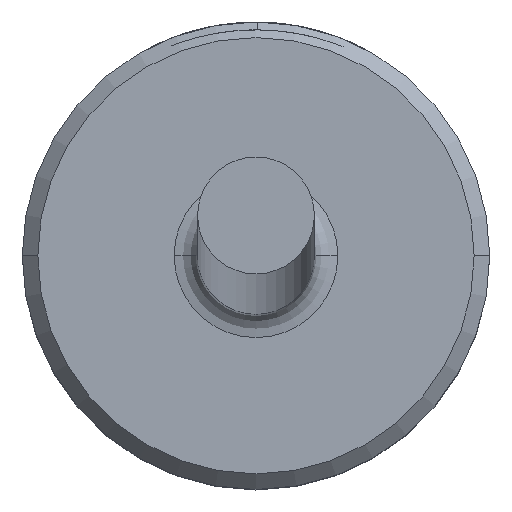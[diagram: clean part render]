
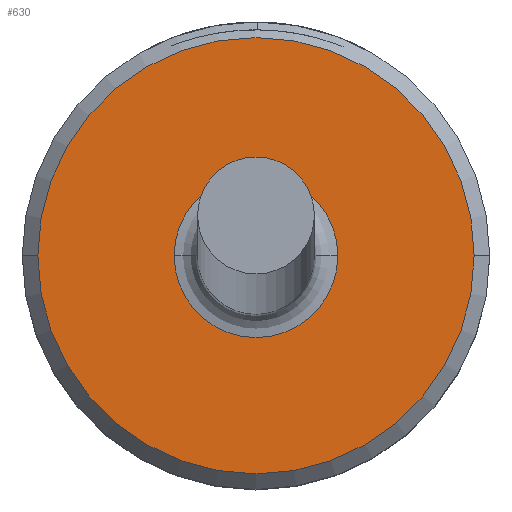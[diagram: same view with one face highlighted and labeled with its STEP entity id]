
A CAD part, top view. The second image highlights one B-rep face of the part: STEP entity #630.
In plain terms, the highlighted planar face has unit normal (0, 0, 1).
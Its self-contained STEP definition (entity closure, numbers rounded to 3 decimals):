
#32 = CIRCLE ( 'NONE', #975, 1.05 ) ;
#41 = FACE_OUTER_BOUND ( 'NONE', #55, .T. ) ;
#55 = EDGE_LOOP ( 'NONE', ( #578, #477 ) ) ;
#140 = EDGE_CURVE ( 'NONE', #755, #356, #206, .T. ) ;
#180 = CARTESIAN_POINT ( 'NONE',  ( -2.8, 0., 4. ) ) ;
#206 = CIRCLE ( 'NONE', #1120, 2.8 ) ;
#246 = AXIS2_PLACEMENT_3D ( 'NONE', #1035, #514, #1121 ) ;
#354 = DIRECTION ( 'NONE',  ( 0., 0., -1. ) ) ;
#356 = VERTEX_POINT ( 'NONE', #180 ) ;
#359 = EDGE_LOOP ( 'NONE', ( #1139, #669 ) ) ;
#363 = PLANE ( 'NONE',  #869 ) ;
#379 = CARTESIAN_POINT ( 'NONE',  ( 0., 0., 4. ) ) ;
#442 = DIRECTION ( 'NONE',  ( 0., 0., 1. ) ) ;
#445 = DIRECTION ( 'NONE',  ( 1., 0., 0. ) ) ;
#475 = DIRECTION ( 'NONE',  ( -1., 0., 0. ) ) ;
#477 = ORIENTED_EDGE ( 'NONE', *, *, #140, .T. ) ;
#514 = DIRECTION ( 'NONE',  ( 0., 0., 1. ) ) ;
#528 = CIRCLE ( 'NONE', #246, 2.8 ) ;
#554 = EDGE_CURVE ( 'NONE', #356, #755, #528, .T. ) ;
#578 = ORIENTED_EDGE ( 'NONE', *, *, #554, .T. ) ;
#630 = ADVANCED_FACE ( 'NONE', ( #41, #1166 ), #363, .T. ) ;
#669 = ORIENTED_EDGE ( 'NONE', *, *, #989, .T. ) ;
#730 = EDGE_CURVE ( 'NONE', #877, #841, #32, .T. ) ;
#755 = VERTEX_POINT ( 'NONE', #1088 ) ;
#763 = CIRCLE ( 'NONE', #1124, 1.05 ) ;
#841 = VERTEX_POINT ( 'NONE', #1116 ) ;
#867 = CARTESIAN_POINT ( 'NONE',  ( -1.05, 0., 4. ) ) ;
#869 = AXIS2_PLACEMENT_3D ( 'NONE', #893, #442, #445 ) ;
#877 = VERTEX_POINT ( 'NONE', #867 ) ;
#885 = CARTESIAN_POINT ( 'NONE',  ( 0., 0., 4. ) ) ;
#893 = CARTESIAN_POINT ( 'NONE',  ( 0., 0., 4. ) ) ;
#946 = DIRECTION ( 'NONE',  ( 1., 0., 0. ) ) ;
#966 = DIRECTION ( 'NONE',  ( -1., 0., 0. ) ) ;
#975 = AXIS2_PLACEMENT_3D ( 'NONE', #379, #998, #475 ) ;
#989 = EDGE_CURVE ( 'NONE', #841, #877, #763, .T. ) ;
#998 = DIRECTION ( 'NONE',  ( 0., 0., -1. ) ) ;
#1035 = CARTESIAN_POINT ( 'NONE',  ( 0., 0., 4. ) ) ;
#1037 = DIRECTION ( 'NONE',  ( 0., 0., 1. ) ) ;
#1042 = CARTESIAN_POINT ( 'NONE',  ( 0., 0., 4. ) ) ;
#1088 = CARTESIAN_POINT ( 'NONE',  ( 2.8, 0., 4. ) ) ;
#1116 = CARTESIAN_POINT ( 'NONE',  ( 1.05, 0., 4. ) ) ;
#1120 = AXIS2_PLACEMENT_3D ( 'NONE', #1042, #1037, #946 ) ;
#1121 = DIRECTION ( 'NONE',  ( 1., 0., 0. ) ) ;
#1124 = AXIS2_PLACEMENT_3D ( 'NONE', #885, #354, #966 ) ;
#1139 = ORIENTED_EDGE ( 'NONE', *, *, #730, .T. ) ;
#1166 = FACE_BOUND ( 'NONE', #359, .T. ) ;
